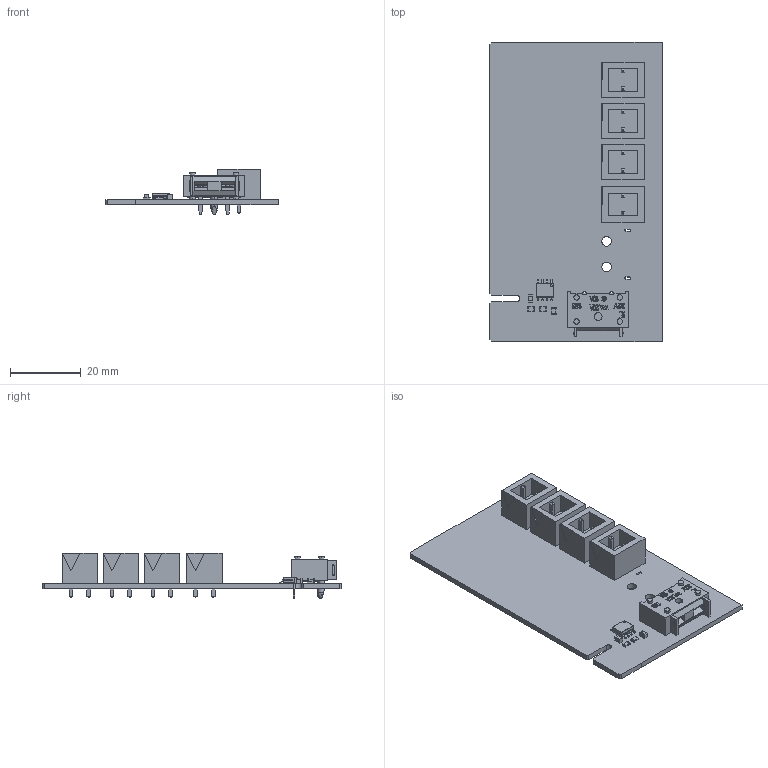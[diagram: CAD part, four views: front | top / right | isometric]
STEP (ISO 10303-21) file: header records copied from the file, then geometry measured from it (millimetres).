
FILE_DESCRIPTION(('KiCad electronic assembly'),'2;1');
FILE_NAME('Power_V2_secondary.step','2025-04-23T10:27:19',('Pcbnew'),( 'Kicad'),'Open CASCADE STEP processor 7.9','KiCad to STEP converter' ,'Unknown');
FILE_SCHEMA(('AUTOMOTIVE_DESIGN { 1 0 10303 214 1 1 1 1 }'));
Length unit declared in the file: millimetre
Products named in the file (11): Power_V2_secondary 1; R_0805_2012Metric; 01530007Z; AS5600-ASOT; Body; PinsArrayLR; 691312710002; LeadsArray; C_0805_2012Metric; Power_V2_secondary_PCB
Assembly tree (15 placements, depth 3):
  Power_V2_secondary 1
    R_0805_2012Metric  x2
    01530007Z
    AS5600-ASOT
      Body
      PinsArrayLR
    691312710002  x4
      Body
      LeadsArray
    C_0805_2012Metric  x2
    Power_V2_secondary_PCB
Bounding box: 48.5 x 84.3 x 12.88 mm (x, y, z)
Volume: 9884.9 mm3; surface area: 14008 mm2
Topology: 27 solids, 29 shells, 1398 faces, 3711 edges, 2426 vertices
Faces by surface type: plane 1065, cylinder 208, bspline 108, cone 8, revolution 7, sphere 2
Full cylindrical faces by diameter (mm): 0.487 x1, 1.27 x2, 1.6 x8, 2.083 x1, 2.7 x2
Entity records: 45335 total; most frequent: CARTESIAN_POINT 14587, ORIENTED_EDGE 6596, DIRECTION 5464, EDGE_CURVE 3298, LINE 2531, VECTOR 2531, VERTEX_POINT 2175, AXIS2_PLACEMENT_3D 1463
